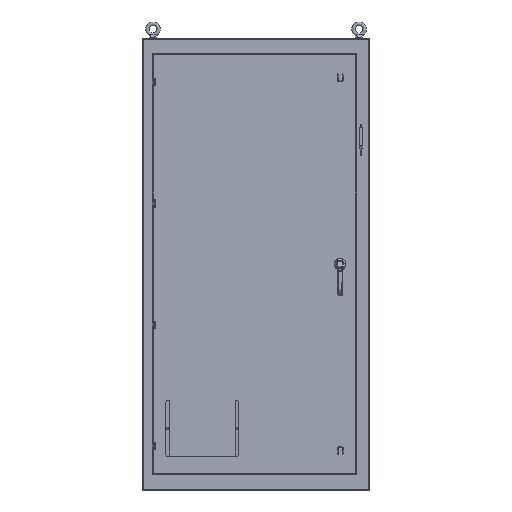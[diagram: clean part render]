
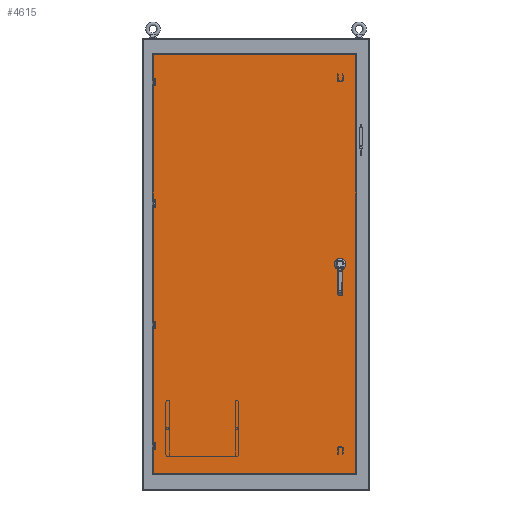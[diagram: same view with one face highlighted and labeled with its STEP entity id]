
A CAD part, top view. The second image highlights one B-rep face of the part: STEP entity #4615.
In plain terms, the highlighted planar face has unit normal (0, 0, 1).
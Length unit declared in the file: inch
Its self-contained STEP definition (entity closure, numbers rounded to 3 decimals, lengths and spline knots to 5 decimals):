
#3202 = CARTESIAN_POINT ( 'NONE',  ( 14.90699, 0., 13.058 ) ) ;
#4615 = ADVANCED_FACE ( 'NONE', ( #56935, #56169 ), #114067, .F. ) ;
#5636 = CARTESIAN_POINT ( 'NONE',  ( 17.6747, 0., 13.058 ) ) ;
#6999 = ORIENTED_EDGE ( 'NONE', *, *, #136325, .T. ) ;
#9519 = EDGE_CURVE ( 'NONE', #49480, #86809, #67530, .T. ) ;
#10351 = DIRECTION ( 'NONE',  ( 1., 0., 0. ) ) ;
#13673 = EDGE_CURVE ( 'NONE', #85429, #85429, #20129, .T. ) ;
#14431 = ORIENTED_EDGE ( 'NONE', *, *, #9519, .T. ) ;
#15940 = CARTESIAN_POINT ( 'NONE',  ( -18.23711, -37.1122, 13.058 ) ) ;
#16705 = DIRECTION ( 'NONE',  ( -1., 0., 0. ) ) ;
#20129 = CIRCLE ( 'NONE', #44191, 0.22146 ) ;
#30156 = VERTEX_POINT ( 'NONE', #112989 ) ;
#44191 = AXIS2_PLACEMENT_3D ( 'NONE', #3202, #104752, #16705 ) ;
#44886 = DIRECTION ( 'NONE',  ( 0., 0., -1. ) ) ;
#46964 = VECTOR ( 'NONE', #10351, 39.37008 ) ;
#48248 = EDGE_CURVE ( 'NONE', #86809, #30156, #141759, .T. ) ;
#49480 = VERTEX_POINT ( 'NONE', #15940 ) ;
#56169 = FACE_OUTER_BOUND ( 'NONE', #107979, .T. ) ;
#56935 = FACE_BOUND ( 'NONE', #105526, .T. ) ;
#62128 = CARTESIAN_POINT ( 'NONE',  ( -18.23711, 0., 13.058 ) ) ;
#67251 = DIRECTION ( 'NONE',  ( -1., 0., 0. ) ) ;
#67530 = LINE ( 'NONE', #81073, #46964 ) ;
#68966 = DIRECTION ( 'NONE',  ( -1., 0., 0. ) ) ;
#74029 = CARTESIAN_POINT ( 'NONE',  ( -18.23711, 37.1122, 13.058 ) ) ;
#74277 = ORIENTED_EDGE ( 'NONE', *, *, #126452, .T. ) ;
#75273 = VERTEX_POINT ( 'NONE', #74029 ) ;
#78420 = ORIENTED_EDGE ( 'NONE', *, *, #48248, .T. ) ;
#81073 = CARTESIAN_POINT ( 'NONE',  ( -0.2812, -37.1122, 13.058 ) ) ;
#85429 = VERTEX_POINT ( 'NONE', #88169 ) ;
#86388 = ORIENTED_EDGE ( 'NONE', *, *, #13673, .T. ) ;
#86809 = VERTEX_POINT ( 'NONE', #140800 ) ;
#88169 = CARTESIAN_POINT ( 'NONE',  ( 14.68553, 0., 13.058 ) ) ;
#90793 = VECTOR ( 'NONE', #98122, 39.37008 ) ;
#97424 = LINE ( 'NONE', #62128, #103281 ) ;
#98122 = DIRECTION ( 'NONE',  ( 0., 1., 0. ) ) ;
#99433 = VECTOR ( 'NONE', #67251, 39.37008 ) ;
#103281 = VECTOR ( 'NONE', #129793, 39.37008 ) ;
#104752 = DIRECTION ( 'NONE',  ( 0., 0., -1. ) ) ;
#105526 = EDGE_LOOP ( 'NONE', ( #86388 ) ) ;
#107979 = EDGE_LOOP ( 'NONE', ( #74277, #14431, #78420, #6999 ) ) ;
#112352 = LINE ( 'NONE', #125127, #99433 ) ;
#112989 = CARTESIAN_POINT ( 'NONE',  ( 17.6747, 37.1122, 13.058 ) ) ;
#114067 = PLANE ( 'NONE',  #131125 ) ;
#114823 = CARTESIAN_POINT ( 'NONE',  ( -0.2812, 0., 13.058 ) ) ;
#125127 = CARTESIAN_POINT ( 'NONE',  ( -0.2812, 37.1122, 13.058 ) ) ;
#126452 = EDGE_CURVE ( 'NONE', #75273, #49480, #97424, .T. ) ;
#129793 = DIRECTION ( 'NONE',  ( 0., -1., 0. ) ) ;
#131125 = AXIS2_PLACEMENT_3D ( 'NONE', #114823, #44886, #68966 ) ;
#136325 = EDGE_CURVE ( 'NONE', #30156, #75273, #112352, .T. ) ;
#140800 = CARTESIAN_POINT ( 'NONE',  ( 17.6747, -37.1122, 13.058 ) ) ;
#141759 = LINE ( 'NONE', #5636, #90793 ) ;
